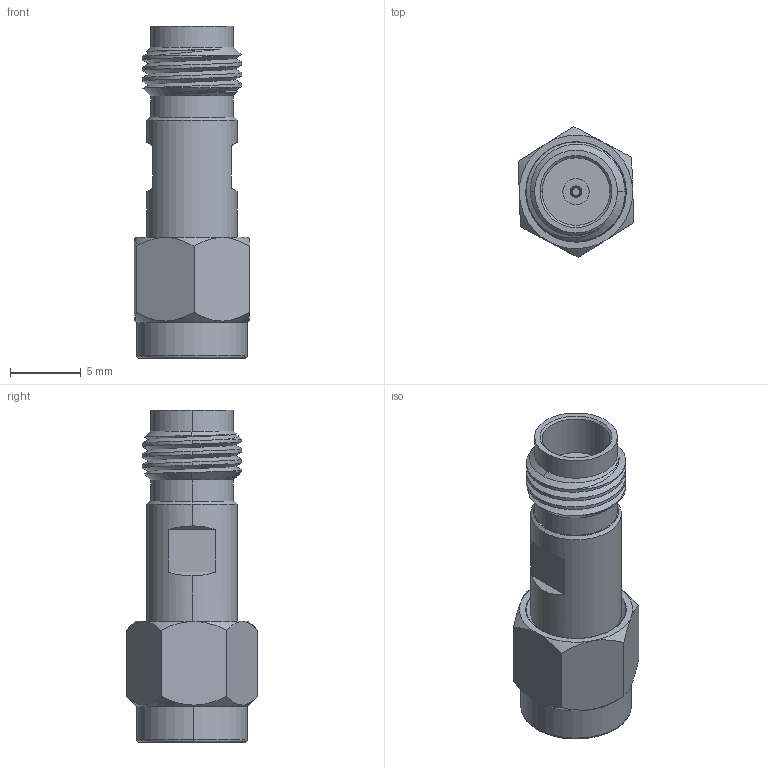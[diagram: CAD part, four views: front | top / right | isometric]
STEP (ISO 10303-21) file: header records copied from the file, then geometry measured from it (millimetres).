
FILE_DESCRIPTION (( 'STEP AP214' ), '1' );
FILE_NAME ('CT-SMVF-LN1.STEP', '2024-11-08T18:42:58', ( '' ), ( '' ), 'SwSTEP 2.0', 'SolidWorks 2021', '' );
FILE_SCHEMA (( 'AUTOMOTIVE_DESIGN' ));
Length unit declared in the file: inch
Products named in the file (1): CT-SMVF-LN1
Bounding box: 8.15 x 9.23 x 23.4 mm (x, y, z)
Volume: 712.3 mm3; surface area: 1158.3 mm2
Topology: 2 solids, 2 shells, 130 faces, 309 edges, 195 vertices
Faces by surface type: cylinder 50, plane 40, cone 30, torus 6, bspline 4
Entity records: 7690 total; most frequent: CARTESIAN_POINT 3043, ORIENTED_EDGE 618, DIRECTION 603, EDGE_CURVE 309, AXIS2_PLACEMENT_3D 247, VERTEX_POINT 195, EDGE_LOOP 144, DIMENSIONAL_EXPONENTS 134
